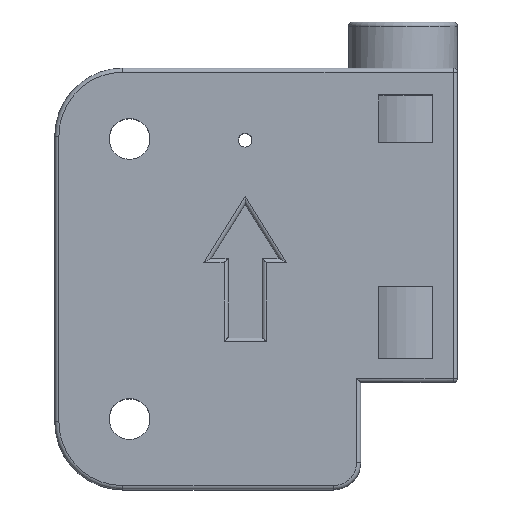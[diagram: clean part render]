
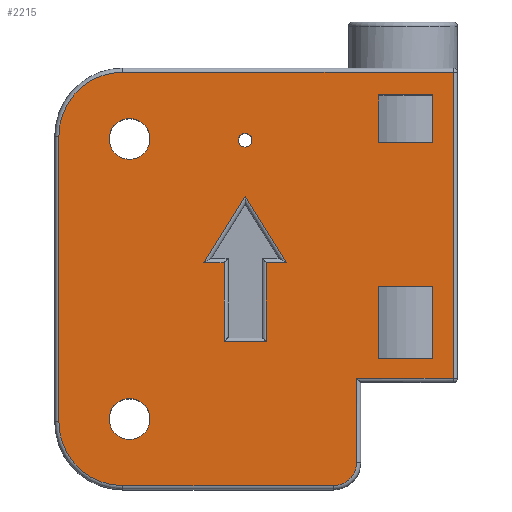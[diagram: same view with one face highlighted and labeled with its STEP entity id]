
A CAD part, top view. The second image highlights one B-rep face of the part: STEP entity #2215.
In plain terms, the highlighted planar face has unit normal (0, 0, 1).
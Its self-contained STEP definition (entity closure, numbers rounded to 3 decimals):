
#92=CIRCLE('',#2331,0.5);
#94=CIRCLE('',#2334,1.5);
#96=CIRCLE('',#2337,1.5);
#102=CIRCLE('',#2352,1.7);
#106=CIRCLE('',#2358,4.7);
#110=CIRCLE('',#2364,4.7);
#150=FACE_BOUND('',#411,.T.);
#151=FACE_BOUND('',#412,.T.);
#152=FACE_BOUND('',#413,.T.);
#153=FACE_BOUND('',#414,.T.);
#154=FACE_BOUND('',#415,.T.);
#155=FACE_BOUND('',#416,.T.);
#262=FACE_OUTER_BOUND('',#410,.T.);
#410=EDGE_LOOP('',(#1906,#1907,#1908,#1909,#1910,#1911,#1912,#1913,#1914));
#411=EDGE_LOOP('',(#1915,#1916,#1917,#1918));
#412=EDGE_LOOP('',(#1919,#1920,#1921,#1922));
#413=EDGE_LOOP('',(#1923));
#414=EDGE_LOOP('',(#1924));
#415=EDGE_LOOP('',(#1925));
#416=EDGE_LOOP('',(#1926,#1927,#1928,#1929,#1930,#1931,#1932));
#575=LINE('',#3430,#811);
#583=LINE('',#3461,#819);
#601=LINE('',#3533,#837);
#603=LINE('',#3546,#839);
#604=LINE('',#3555,#840);
#605=LINE('',#3560,#841);
#647=LINE('',#3671,#883);
#648=LINE('',#3673,#884);
#649=LINE('',#3675,#885);
#650=LINE('',#3676,#886);
#651=LINE('',#3679,#887);
#652=LINE('',#3681,#888);
#653=LINE('',#3683,#889);
#654=LINE('',#3684,#890);
#655=LINE('',#3687,#891);
#656=LINE('',#3689,#892);
#657=LINE('',#3691,#893);
#658=LINE('',#3693,#894);
#659=LINE('',#3695,#895);
#660=LINE('',#3697,#896);
#661=LINE('',#3698,#897);
#811=VECTOR('',#2703,10.);
#819=VECTOR('',#2741,10.);
#837=VECTOR('',#2813,10.);
#839=VECTOR('',#2829,10.);
#840=VECTOR('',#2842,10.);
#841=VECTOR('',#2851,10.);
#883=VECTOR('',#2963,10.);
#884=VECTOR('',#2964,10.);
#885=VECTOR('',#2965,10.);
#886=VECTOR('',#2966,10.);
#887=VECTOR('',#2967,10.);
#888=VECTOR('',#2968,10.);
#889=VECTOR('',#2969,10.);
#890=VECTOR('',#2970,10.);
#891=VECTOR('',#2971,10.);
#892=VECTOR('',#2972,10.);
#893=VECTOR('',#2973,10.);
#894=VECTOR('',#2974,10.);
#895=VECTOR('',#2975,10.);
#896=VECTOR('',#2976,10.);
#897=VECTOR('',#2977,10.);
#1000=VERTEX_POINT('',#3334);
#1010=VERTEX_POINT('',#3428);
#1018=VERTEX_POINT('',#3457);
#1023=VERTEX_POINT('',#3476);
#1025=VERTEX_POINT('',#3481);
#1027=VERTEX_POINT('',#3486);
#1044=VERTEX_POINT('',#3531);
#1045=VERTEX_POINT('',#3532);
#1048=VERTEX_POINT('',#3540);
#1049=VERTEX_POINT('',#3545);
#1050=VERTEX_POINT('',#3549);
#1051=VERTEX_POINT('',#3554);
#1084=VERTEX_POINT('',#3669);
#1085=VERTEX_POINT('',#3670);
#1086=VERTEX_POINT('',#3672);
#1087=VERTEX_POINT('',#3674);
#1088=VERTEX_POINT('',#3677);
#1089=VERTEX_POINT('',#3678);
#1090=VERTEX_POINT('',#3680);
#1091=VERTEX_POINT('',#3682);
#1092=VERTEX_POINT('',#3685);
#1093=VERTEX_POINT('',#3686);
#1094=VERTEX_POINT('',#3688);
#1095=VERTEX_POINT('',#3690);
#1096=VERTEX_POINT('',#3692);
#1097=VERTEX_POINT('',#3694);
#1098=VERTEX_POINT('',#3696);
#1255=EDGE_CURVE('',#1010,#1000,#575,.T.);
#1271=EDGE_CURVE('',#1000,#1018,#583,.T.);
#1277=EDGE_CURVE('',#1023,#1023,#92,.T.);
#1279=EDGE_CURVE('',#1025,#1025,#94,.T.);
#1281=EDGE_CURVE('',#1027,#1027,#96,.T.);
#1302=EDGE_CURVE('',#1044,#1045,#601,.T.);
#1306=EDGE_CURVE('',#1045,#1048,#102,.T.);
#1309=EDGE_CURVE('',#1048,#1049,#603,.T.);
#1311=EDGE_CURVE('',#1049,#1050,#106,.T.);
#1314=EDGE_CURVE('',#1050,#1051,#604,.T.);
#1316=EDGE_CURVE('',#1051,#1010,#110,.T.);
#1317=EDGE_CURVE('',#1018,#1044,#605,.T.);
#1371=EDGE_CURVE('',#1084,#1085,#647,.T.);
#1372=EDGE_CURVE('',#1085,#1086,#648,.T.);
#1373=EDGE_CURVE('',#1086,#1087,#649,.T.);
#1374=EDGE_CURVE('',#1087,#1084,#650,.T.);
#1375=EDGE_CURVE('',#1088,#1089,#651,.T.);
#1376=EDGE_CURVE('',#1089,#1090,#652,.T.);
#1377=EDGE_CURVE('',#1090,#1091,#653,.T.);
#1378=EDGE_CURVE('',#1091,#1088,#654,.T.);
#1379=EDGE_CURVE('',#1092,#1093,#655,.T.);
#1380=EDGE_CURVE('',#1094,#1092,#656,.T.);
#1381=EDGE_CURVE('',#1095,#1094,#657,.T.);
#1382=EDGE_CURVE('',#1096,#1095,#658,.T.);
#1383=EDGE_CURVE('',#1097,#1096,#659,.T.);
#1384=EDGE_CURVE('',#1098,#1097,#660,.T.);
#1385=EDGE_CURVE('',#1093,#1098,#661,.T.);
#1906=ORIENTED_EDGE('',*,*,#1255,.F.);
#1907=ORIENTED_EDGE('',*,*,#1316,.F.);
#1908=ORIENTED_EDGE('',*,*,#1314,.F.);
#1909=ORIENTED_EDGE('',*,*,#1311,.F.);
#1910=ORIENTED_EDGE('',*,*,#1309,.F.);
#1911=ORIENTED_EDGE('',*,*,#1306,.F.);
#1912=ORIENTED_EDGE('',*,*,#1302,.F.);
#1913=ORIENTED_EDGE('',*,*,#1317,.F.);
#1914=ORIENTED_EDGE('',*,*,#1271,.F.);
#1915=ORIENTED_EDGE('',*,*,#1371,.T.);
#1916=ORIENTED_EDGE('',*,*,#1372,.T.);
#1917=ORIENTED_EDGE('',*,*,#1373,.T.);
#1918=ORIENTED_EDGE('',*,*,#1374,.T.);
#1919=ORIENTED_EDGE('',*,*,#1375,.T.);
#1920=ORIENTED_EDGE('',*,*,#1376,.T.);
#1921=ORIENTED_EDGE('',*,*,#1377,.T.);
#1922=ORIENTED_EDGE('',*,*,#1378,.T.);
#1923=ORIENTED_EDGE('',*,*,#1281,.T.);
#1924=ORIENTED_EDGE('',*,*,#1279,.T.);
#1925=ORIENTED_EDGE('',*,*,#1277,.T.);
#1926=ORIENTED_EDGE('',*,*,#1379,.F.);
#1927=ORIENTED_EDGE('',*,*,#1380,.F.);
#1928=ORIENTED_EDGE('',*,*,#1381,.F.);
#1929=ORIENTED_EDGE('',*,*,#1382,.F.);
#1930=ORIENTED_EDGE('',*,*,#1383,.F.);
#1931=ORIENTED_EDGE('',*,*,#1384,.F.);
#1932=ORIENTED_EDGE('',*,*,#1385,.F.);
#2097=PLANE('',#2400);
#2215=ADVANCED_FACE('',(#262,#150,#151,#152,#153,#154,#155),#2097,.T.);
#2331=AXIS2_PLACEMENT_3D('',#3477,#2761,#2762);
#2334=AXIS2_PLACEMENT_3D('',#3482,#2767,#2768);
#2337=AXIS2_PLACEMENT_3D('',#3487,#2773,#2774);
#2352=AXIS2_PLACEMENT_3D('',#3541,#2821,#2822);
#2358=AXIS2_PLACEMENT_3D('',#3550,#2834,#2835);
#2364=AXIS2_PLACEMENT_3D('',#3558,#2847,#2848);
#2400=AXIS2_PLACEMENT_3D('',#3668,#2961,#2962);
#2703=DIRECTION('',(1.,0.,0.));
#2741=DIRECTION('',(0.,-1.,0.));
#2761=DIRECTION('center_axis',(0.,0.,-1.));
#2762=DIRECTION('ref_axis',(-1.,0.,0.));
#2767=DIRECTION('center_axis',(0.,0.,-1.));
#2768=DIRECTION('ref_axis',(-1.,0.,0.));
#2773=DIRECTION('center_axis',(0.,0.,-1.));
#2774=DIRECTION('ref_axis',(-1.,0.,0.));
#2813=DIRECTION('',(0.,-1.,0.));
#2821=DIRECTION('center_axis',(0.,0.,-1.));
#2822=DIRECTION('ref_axis',(0.707,-0.707,0.));
#2829=DIRECTION('',(-1.,0.,0.));
#2834=DIRECTION('center_axis',(0.,0.,-1.));
#2835=DIRECTION('ref_axis',(-0.707,-0.707,0.));
#2842=DIRECTION('',(0.,1.,0.));
#2847=DIRECTION('center_axis',(0.,0.,-1.));
#2848=DIRECTION('ref_axis',(-0.707,0.707,0.));
#2851=DIRECTION('',(-1.,0.,0.));
#2961=DIRECTION('center_axis',(0.,0.,1.));
#2962=DIRECTION('ref_axis',(1.,0.,0.));
#2963=DIRECTION('',(0.,1.,0.));
#2964=DIRECTION('',(1.,0.,0.));
#2965=DIRECTION('',(0.,-1.,0.));
#2966=DIRECTION('',(-1.,0.,0.));
#2967=DIRECTION('',(0.,1.,0.));
#2968=DIRECTION('',(1.,0.,0.));
#2969=DIRECTION('',(0.,-1.,0.));
#2970=DIRECTION('',(-1.,0.,0.));
#2971=DIRECTION('',(1.,0.,0.));
#2972=DIRECTION('',(0.,1.,0.));
#2973=DIRECTION('',(1.,0.,0.));
#2974=DIRECTION('',(0.,-1.,0.));
#2975=DIRECTION('',(1.,0.,0.));
#2976=DIRECTION('',(-0.53,-0.848,0.));
#2977=DIRECTION('',(-0.53,0.848,0.));
#3334=CARTESIAN_POINT('',(29.3,30.7,7.3));
#3428=CARTESIAN_POINT('',(5.,30.7,7.3));
#3430=CARTESIAN_POINT('',(22.475,30.7,7.3));
#3457=CARTESIAN_POINT('',(29.3,8.18,7.3));
#3461=CARTESIAN_POINT('',(29.3,11.938,7.3));
#3476=CARTESIAN_POINT('',(14.5,25.7,7.3));
#3477=CARTESIAN_POINT('Origin',(14.,25.7,7.3));
#3481=CARTESIAN_POINT('',(7.,5.2,7.3));
#3482=CARTESIAN_POINT('Origin',(5.5,5.2,7.3));
#3486=CARTESIAN_POINT('',(7.,25.8,7.3));
#3487=CARTESIAN_POINT('Origin',(5.5,25.8,7.3));
#3531=CARTESIAN_POINT('',(22.2,8.18,7.3));
#3532=CARTESIAN_POINT('',(22.2,2.,7.3));
#3533=CARTESIAN_POINT('',(22.2,7.998,7.3));
#3540=CARTESIAN_POINT('',(20.5,0.3,7.3));
#3541=CARTESIAN_POINT('Origin',(20.5,2.,7.3));
#3545=CARTESIAN_POINT('',(5.,0.3,7.3));
#3546=CARTESIAN_POINT('',(10.175,0.3,7.3));
#3549=CARTESIAN_POINT('',(0.3,5.,7.3));
#3550=CARTESIAN_POINT('Origin',(5.,5.,7.3));
#3554=CARTESIAN_POINT('',(0.3,26.,7.3));
#3555=CARTESIAN_POINT('',(0.3,20.998,7.3));
#3558=CARTESIAN_POINT('Origin',(5.,26.,7.3));
#3560=CARTESIAN_POINT('',(18.925,8.18,7.3));
#3668=CARTESIAN_POINT('Origin',(15.35,15.995,7.3));
#3669=CARTESIAN_POINT('',(23.81,9.63,7.3));
#3670=CARTESIAN_POINT('',(23.81,14.93,7.3));
#3671=CARTESIAN_POINT('',(23.81,15.463,7.3));
#3672=CARTESIAN_POINT('',(27.81,14.93,7.3));
#3673=CARTESIAN_POINT('',(21.58,14.93,7.3));
#3674=CARTESIAN_POINT('',(27.81,9.63,7.3));
#3675=CARTESIAN_POINT('',(27.81,12.813,7.3));
#3676=CARTESIAN_POINT('',(19.58,9.63,7.3));
#3677=CARTESIAN_POINT('',(23.81,25.53,7.3));
#3678=CARTESIAN_POINT('',(23.81,29.03,7.3));
#3679=CARTESIAN_POINT('',(23.81,22.513,7.3));
#3680=CARTESIAN_POINT('',(27.81,29.03,7.3));
#3681=CARTESIAN_POINT('',(21.58,29.03,7.3));
#3682=CARTESIAN_POINT('',(27.81,25.53,7.3));
#3683=CARTESIAN_POINT('',(27.81,20.763,7.3));
#3684=CARTESIAN_POINT('',(19.58,25.53,7.3));
#3685=CARTESIAN_POINT('',(15.55,16.7,7.3));
#3686=CARTESIAN_POINT('',(17.041,16.7,7.3));
#3687=CARTESIAN_POINT('',(15.3,16.7,7.3));
#3688=CARTESIAN_POINT('',(15.55,10.9,7.3));
#3689=CARTESIAN_POINT('',(15.55,13.598,7.3));
#3690=CARTESIAN_POINT('',(12.45,10.9,7.3));
#3691=CARTESIAN_POINT('',(14.05,10.9,7.3));
#3692=CARTESIAN_POINT('',(12.45,16.7,7.3));
#3693=CARTESIAN_POINT('',(12.45,16.498,7.3));
#3694=CARTESIAN_POINT('',(10.959,16.7,7.3));
#3695=CARTESIAN_POINT('',(13.425,16.7,7.3));
#3696=CARTESIAN_POINT('',(14.,21.566,7.3));
#3697=CARTESIAN_POINT('',(12.81,19.663,7.3));
#3698=CARTESIAN_POINT('',(16.819,17.056,7.3));
